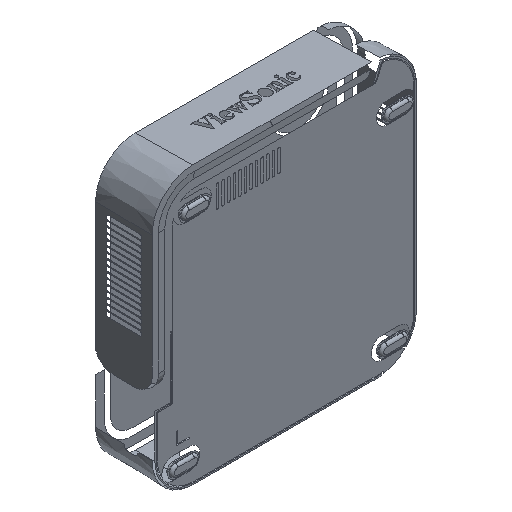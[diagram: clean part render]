
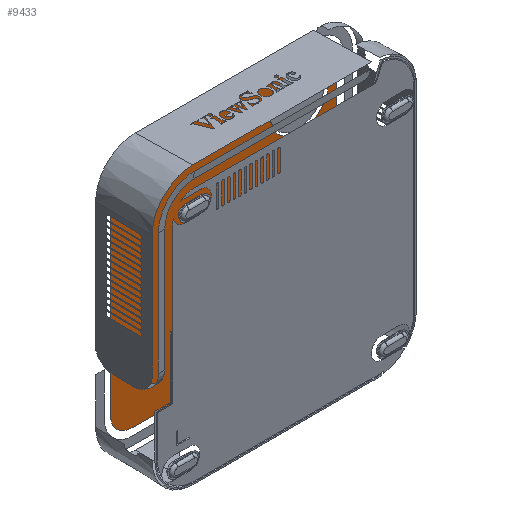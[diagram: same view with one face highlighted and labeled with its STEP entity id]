
A CAD part, isometric view. The second image highlights one B-rep face of the part: STEP entity #9433.
In plain terms, the highlighted planar face has unit normal (0, 1, 0).
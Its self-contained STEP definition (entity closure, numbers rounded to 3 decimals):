
#9338=DIRECTION('',(0.,0.,1.));
#9339=VECTOR('',#9338,77.);
#9340=CARTESIAN_POINT('',(44.569,15.1,-38.));
#9341=LINE('',#9340,#9339);
#9342=CARTESIAN_POINT('',(36.,15.1,39.));
#9343=DIRECTION('',(0.,-1.,0.));
#9344=DIRECTION('',(1.,0.,0.));
#9345=AXIS2_PLACEMENT_3D('',#9342,#9343,#9344);
#9347=DIRECTION('',(-1.,0.,0.));
#9348=VECTOR('',#9347,72.);
#9349=CARTESIAN_POINT('',(36.,15.1,47.569));
#9350=LINE('',#9349,#9348);
#9351=CARTESIAN_POINT('',(-36.,15.1,39.));
#9352=DIRECTION('',(0.,-1.,0.));
#9353=DIRECTION('',(0.,0.,1.));
#9354=AXIS2_PLACEMENT_3D('',#9351,#9352,#9353);
#9356=DIRECTION('',(0.,0.,-1.));
#9357=VECTOR('',#9356,77.);
#9358=CARTESIAN_POINT('',(-44.569,15.1,39.));
#9359=LINE('',#9358,#9357);
#9360=CARTESIAN_POINT('',(-36.,15.1,-38.));
#9361=DIRECTION('',(0.,-1.,0.));
#9362=DIRECTION('',(-1.,0.,0.));
#9363=AXIS2_PLACEMENT_3D('',#9360,#9361,#9362);
#9365=DIRECTION('',(1.,0.,0.));
#9366=VECTOR('',#9365,72.);
#9367=CARTESIAN_POINT('',(-36.,15.1,-46.569));
#9368=LINE('',#9367,#9366);
#9369=CARTESIAN_POINT('',(36.,15.1,-38.));
#9370=DIRECTION('',(0.,-1.,0.));
#9371=DIRECTION('',(0.,0.,-1.));
#9372=AXIS2_PLACEMENT_3D('',#9369,#9370,#9371);
#9374=CARTESIAN_POINT('',(29.8,15.1,32.8));
#9375=DIRECTION('',(0.,1.,0.));
#9376=DIRECTION('',(0.,0.,1.));
#9377=AXIS2_PLACEMENT_3D('',#9374,#9375,#9376);
#9379=CARTESIAN_POINT('',(29.8,15.1,32.8));
#9380=DIRECTION('',(0.,1.,0.));
#9381=DIRECTION('',(0.,0.,-1.));
#9382=AXIS2_PLACEMENT_3D('',#9379,#9380,#9381);
#9384=CARTESIAN_POINT('',(-44.569,15.1,39.));
#9385=CARTESIAN_POINT('',(-36.,15.1,47.569));
#9386=VERTEX_POINT('',#9384);
#9387=VERTEX_POINT('',#9385);
#9388=CARTESIAN_POINT('',(-44.569,15.1,-38.));
#9389=VERTEX_POINT('',#9388);
#9390=CARTESIAN_POINT('',(-36.,15.1,-46.569));
#9391=VERTEX_POINT('',#9390);
#9392=CARTESIAN_POINT('',(36.,15.1,-46.569));
#9393=VERTEX_POINT('',#9392);
#9394=CARTESIAN_POINT('',(44.569,15.1,-38.));
#9395=VERTEX_POINT('',#9394);
#9396=CARTESIAN_POINT('',(44.569,15.1,39.));
#9397=VERTEX_POINT('',#9396);
#9398=CARTESIAN_POINT('',(36.,15.1,47.569));
#9399=VERTEX_POINT('',#9398);
#9400=CARTESIAN_POINT('',(29.8,15.1,21.25));
#9401=CARTESIAN_POINT('',(29.8,15.1,44.35));
#9402=VERTEX_POINT('',#9400);
#9403=VERTEX_POINT('',#9401);
#9404=CARTESIAN_POINT('',(0.,15.1,0.));
#9405=DIRECTION('',(0.,1.,0.));
#9406=DIRECTION('',(0.,0.,1.));
#9407=AXIS2_PLACEMENT_3D('',#9404,#9405,#9406);
#9408=PLANE('',#9407);
#9410=ORIENTED_EDGE('',*,*,#9409,.T.);
#9412=ORIENTED_EDGE('',*,*,#9411,.T.);
#9414=ORIENTED_EDGE('',*,*,#9413,.T.);
#9416=ORIENTED_EDGE('',*,*,#9415,.T.);
#9418=ORIENTED_EDGE('',*,*,#9417,.T.);
#9420=ORIENTED_EDGE('',*,*,#9419,.T.);
#9422=ORIENTED_EDGE('',*,*,#9421,.T.);
#9424=ORIENTED_EDGE('',*,*,#9423,.T.);
#9425=EDGE_LOOP('',(#9410,#9412,#9414,#9416,#9418,#9420,#9422,#9424));
#9426=FACE_OUTER_BOUND('',#9425,.F.);
#9428=ORIENTED_EDGE('',*,*,#9427,.T.);
#9430=ORIENTED_EDGE('',*,*,#9429,.T.);
#9431=EDGE_LOOP('',(#9428,#9430));
#9432=FACE_BOUND('',#9431,.F.);
#9346=CIRCLE('',#9345,8.569);
#9355=CIRCLE('',#9354,8.569);
#9364=CIRCLE('',#9363,8.569);
#9373=CIRCLE('',#9372,8.569);
#9378=CIRCLE('',#9377,11.55);
#9383=CIRCLE('',#9382,11.55);
#9409=EDGE_CURVE('',#9395,#9397,#9341,.T.);
#9411=EDGE_CURVE('',#9397,#9399,#9346,.T.);
#9413=EDGE_CURVE('',#9399,#9387,#9350,.T.);
#9415=EDGE_CURVE('',#9387,#9386,#9355,.T.);
#9417=EDGE_CURVE('',#9386,#9389,#9359,.T.);
#9419=EDGE_CURVE('',#9389,#9391,#9364,.T.);
#9421=EDGE_CURVE('',#9391,#9393,#9368,.T.);
#9423=EDGE_CURVE('',#9393,#9395,#9373,.T.);
#9427=EDGE_CURVE('',#9403,#9402,#9378,.T.);
#9429=EDGE_CURVE('',#9402,#9403,#9383,.T.);
#9433=ADVANCED_FACE('',(#9426,#9432),#9408,.T.);
